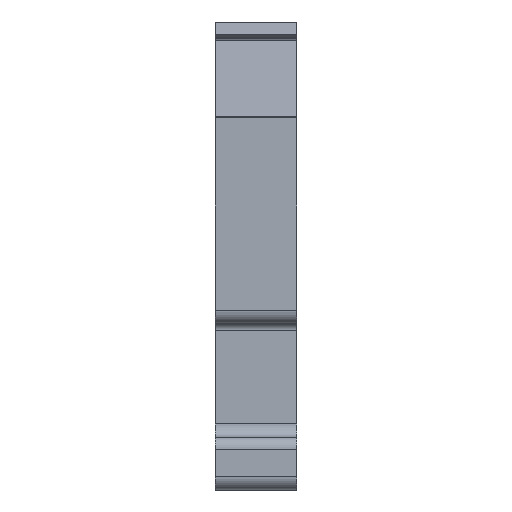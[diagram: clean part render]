
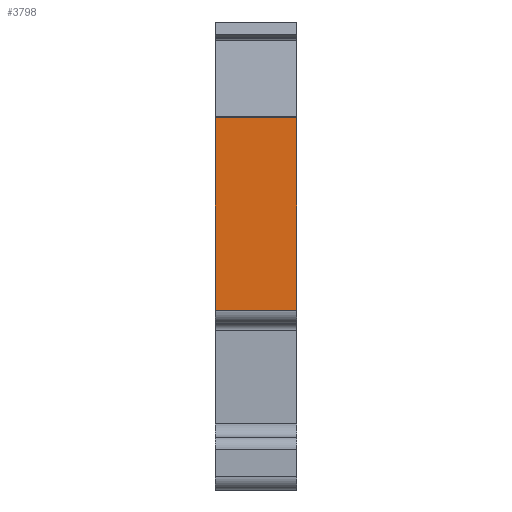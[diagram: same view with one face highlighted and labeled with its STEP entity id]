
A CAD part, left-side view. The second image highlights one B-rep face of the part: STEP entity #3798.
In plain terms, the highlighted planar face has unit normal (-1, 0, 0).
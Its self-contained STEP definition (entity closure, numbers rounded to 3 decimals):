
#1249=DIRECTION('',(0.,-1.,0.));
#1250=VECTOR('',#1249,6.15);
#1251=CARTESIAN_POINT('',(-28.05,0.,9.776));
#1252=LINE('',#1251,#1250);
#1253=DIRECTION('',(0.,0.,-1.));
#1254=VECTOR('',#1253,14.551);
#1255=CARTESIAN_POINT('',(-28.05,-6.15,9.776));
#1256=LINE('',#1255,#1254);
#1257=DIRECTION('',(0.,0.,1.));
#1258=VECTOR('',#1257,14.551);
#1259=CARTESIAN_POINT('',(-28.05,0.,-4.775));
#1260=LINE('',#1259,#1258);
#1265=DIRECTION('',(0.,-1.,0.));
#1266=VECTOR('',#1265,6.15);
#1267=CARTESIAN_POINT('',(-28.05,0.,-4.775));
#1268=LINE('',#1267,#1266);
#1788=CARTESIAN_POINT('',(-28.05,0.,9.776));
#1790=VERTEX_POINT('',#1788);
#1791=CARTESIAN_POINT('',(-28.05,0.,-4.775));
#1792=VERTEX_POINT('',#1791);
#1859=CARTESIAN_POINT('',(-28.05,-6.15,-4.775));
#1860=VERTEX_POINT('',#1859);
#1861=CARTESIAN_POINT('',(-28.05,-6.15,9.776));
#1862=VERTEX_POINT('',#1861);
#3786=CARTESIAN_POINT('',(-28.05,0.,-0.34));
#3787=DIRECTION('',(1.,0.,0.));
#3788=DIRECTION('',(0.,0.,1.));
#3789=AXIS2_PLACEMENT_3D('',#3786,#3787,#3788);
#3790=PLANE('',#3789);
#3791=ORIENTED_EDGE('',*,*,#3780,.T.);
#3792=ORIENTED_EDGE('',*,*,#2313,.T.);
#3794=ORIENTED_EDGE('',*,*,#3793,.F.);
#3795=ORIENTED_EDGE('',*,*,#2607,.T.);
#3796=EDGE_LOOP('',(#3791,#3792,#3794,#3795));
#3797=FACE_OUTER_BOUND('',#3796,.F.);
#2313=EDGE_CURVE('',#1862,#1860,#1256,.T.);
#2607=EDGE_CURVE('',#1792,#1790,#1260,.T.);
#3780=EDGE_CURVE('',#1790,#1862,#1252,.T.);
#3793=EDGE_CURVE('',#1792,#1860,#1268,.T.);
#3798=ADVANCED_FACE('',(#3797),#3790,.F.);
